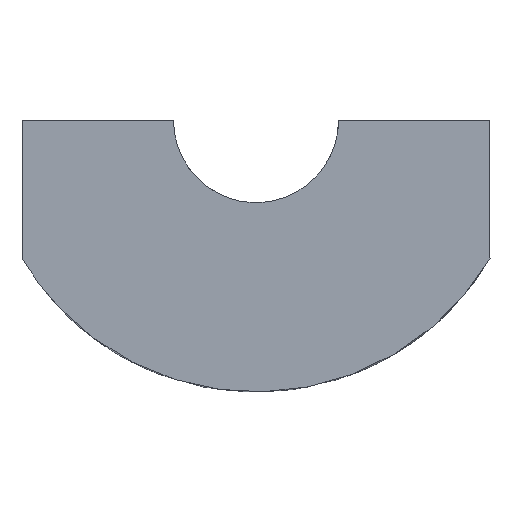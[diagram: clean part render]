
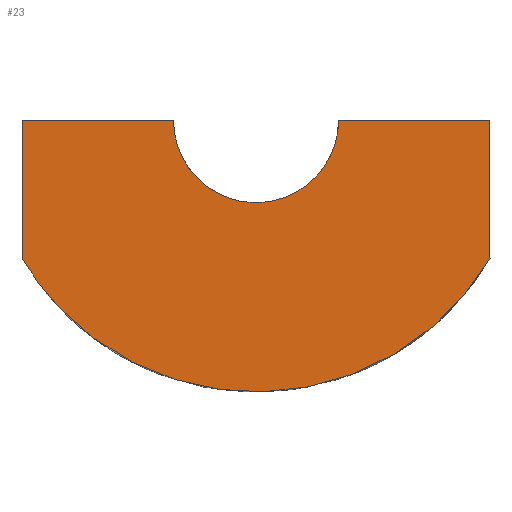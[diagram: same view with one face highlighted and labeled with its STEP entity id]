
A CAD part, top view. The second image highlights one B-rep face of the part: STEP entity #23.
In plain terms, the highlighted planar face has unit normal (0, 0, 1).
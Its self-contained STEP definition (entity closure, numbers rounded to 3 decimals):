
#23=ADVANCED_FACE('',(#47),#290,.T.);
#47=FACE_OUTER_BOUND('',#68,.T.);
#68=EDGE_LOOP('',(#122,#123,#124,#125,#126,#127));
#122=ORIENTED_EDGE('',*,*,#179,.F.);
#123=ORIENTED_EDGE('',*,*,#187,.T.);
#124=ORIENTED_EDGE('',*,*,#188,.F.);
#125=ORIENTED_EDGE('',*,*,#196,.F.);
#126=ORIENTED_EDGE('',*,*,#189,.F.);
#127=ORIENTED_EDGE('',*,*,#182,.T.);
#179=EDGE_CURVE('',#259,#256,#213,.T.);
#182=EDGE_CURVE('',#263,#256,#232,.T.);
#187=EDGE_CURVE('',#259,#267,#237,.T.);
#188=EDGE_CURVE('',#268,#267,#238,.T.);
#189=EDGE_CURVE('',#263,#269,#239,.T.);
#196=EDGE_CURVE('',#269,#268,#216,.T.);
#213=(
BOUNDED_CURVE()
B_SPLINE_CURVE(2,(#711,#712,#713,#714,#715),.UNSPECIFIED.,.F.,.F.)
B_SPLINE_CURVE_WITH_KNOTS((3,2,3),(-40.952,-20.476,
0.),.UNSPECIFIED.)
CURVE()
GEOMETRIC_REPRESENTATION_ITEM()
RATIONAL_B_SPLINE_CURVE((1.,0.869,1.,0.869,1.))
REPRESENTATION_ITEM('')
);
#216=(
BOUNDED_CURVE()
B_SPLINE_CURVE(2,(#794,#795,#796,#797,#798),.UNSPECIFIED.,.F.,.F.)
B_SPLINE_CURVE_WITH_KNOTS((3,2,3),(-18.85,-9.425,
0.),.UNSPECIFIED.)
CURVE()
GEOMETRIC_REPRESENTATION_ITEM()
RATIONAL_B_SPLINE_CURVE((1.,0.707,1.,0.707,1.))
REPRESENTATION_ITEM('')
);
#232=B_SPLINE_CURVE_WITH_KNOTS('',1,(#720,#721),.UNSPECIFIED.,.F.,.F.,(2,
2),(0.,10.053),.UNSPECIFIED.);
#237=B_SPLINE_CURVE_WITH_KNOTS('',1,(#730,#731),.UNSPECIFIED.,.F.,.F.,(2,
2),(0.,10.053),.UNSPECIFIED.);
#238=B_SPLINE_CURVE_WITH_KNOTS('',1,(#732,#733),.UNSPECIFIED.,.F.,.F.,(2,
2),(-11.,0.),.UNSPECIFIED.);
#239=B_SPLINE_CURVE_WITH_KNOTS('',1,(#734,#735),.UNSPECIFIED.,.F.,.F.,(2,
2),(-11.,0.),.UNSPECIFIED.);
#256=VERTEX_POINT('',#600);
#259=VERTEX_POINT('',#603);
#263=VERTEX_POINT('',#607);
#267=VERTEX_POINT('',#611);
#268=VERTEX_POINT('',#612);
#269=VERTEX_POINT('',#613);
#290=PLANE('',#386);
#386=AXIS2_PLACEMENT_3D('',#498,#397,$);
#397=DIRECTION('',(0.,0.,1.));
#498=CARTESIAN_POINT('',(20.46,-21.785,-1.5));
#600=CARTESIAN_POINT('',(-17.,-10.053,-1.5));
#603=CARTESIAN_POINT('',(17.,-10.053,-1.5));
#607=CARTESIAN_POINT('',(-17.,0.,-1.5));
#611=CARTESIAN_POINT('',(17.,0.,-1.5));
#612=CARTESIAN_POINT('',(6.,0.,-1.5));
#613=CARTESIAN_POINT('',(-6.,0.,-1.5));
#711=CARTESIAN_POINT('',(17.,-10.053,-1.5));
#712=CARTESIAN_POINT('',(11.266,-19.75,-1.5));
#713=CARTESIAN_POINT('',(0.,-19.75,-1.5));
#714=CARTESIAN_POINT('',(-11.266,-19.75,-1.5));
#715=CARTESIAN_POINT('',(-17.,-10.053,-1.5));
#720=CARTESIAN_POINT('',(-17.,0.,-1.5));
#721=CARTESIAN_POINT('',(-17.,-10.053,-1.5));
#730=CARTESIAN_POINT('',(17.,-10.053,-1.5));
#731=CARTESIAN_POINT('',(17.,0.,-1.5));
#732=CARTESIAN_POINT('',(6.,0.,-1.5));
#733=CARTESIAN_POINT('',(17.,0.,-1.5));
#734=CARTESIAN_POINT('',(-17.,0.,-1.5));
#735=CARTESIAN_POINT('',(-6.,0.,-1.5));
#794=CARTESIAN_POINT('',(-6.,0.,-1.5));
#795=CARTESIAN_POINT('',(-6.,-6.,-1.5));
#796=CARTESIAN_POINT('',(0.,-6.,-1.5));
#797=CARTESIAN_POINT('',(6.,-6.,-1.5));
#798=CARTESIAN_POINT('',(6.,0.,-1.5));
